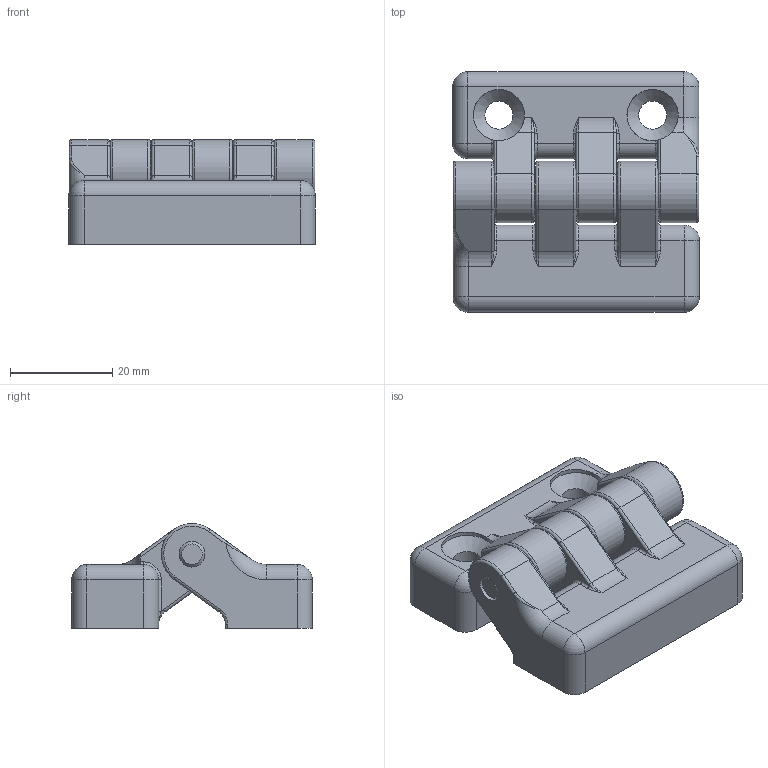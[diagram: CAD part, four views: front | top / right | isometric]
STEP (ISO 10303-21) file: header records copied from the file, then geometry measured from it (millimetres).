
FILE_DESCRIPTION( ( 'Unknown' ), '1' );
FILE_NAME( '6388340_C48_AB.stp', 'Unknown', ( 'Unknown' ), ( 'Unknown' ), 'PSStep 14.0', 'Unknown', ' ' );
FILE_SCHEMA( ( 'AUTOMOTIVE_DESIGN { 1 0 10303 214 1 1 1 1 }' ) );
Length unit declared in the file: millimetre
Products named in the file (1): 8900307
Bounding box: 48.2 x 47 x 20.49 mm (x, y, z)
Volume: 23712.4 mm3; surface area: 11541.2 mm2
Topology: 1 solids, 1 shells, 288 faces, 738 edges, 430 vertices
Faces by surface type: cylinder 130, plane 80, torus 44, bspline 20, cone 8, sphere 6
Full cylindrical faces by diameter (mm): 4.134 x2, 5 x4, 5.5 x2, 9 x2, 10 x2
Entity records: 13514 total; most frequent: CARTESIAN_POINT 4463, DIRECTION 1488, ORIENTED_EDGE 1358, EDGE_CURVE 679, AXIS2_PLACEMENT_3D 586, VERTEX_POINT 417, EDGE_LOOP 324, LINE 316
